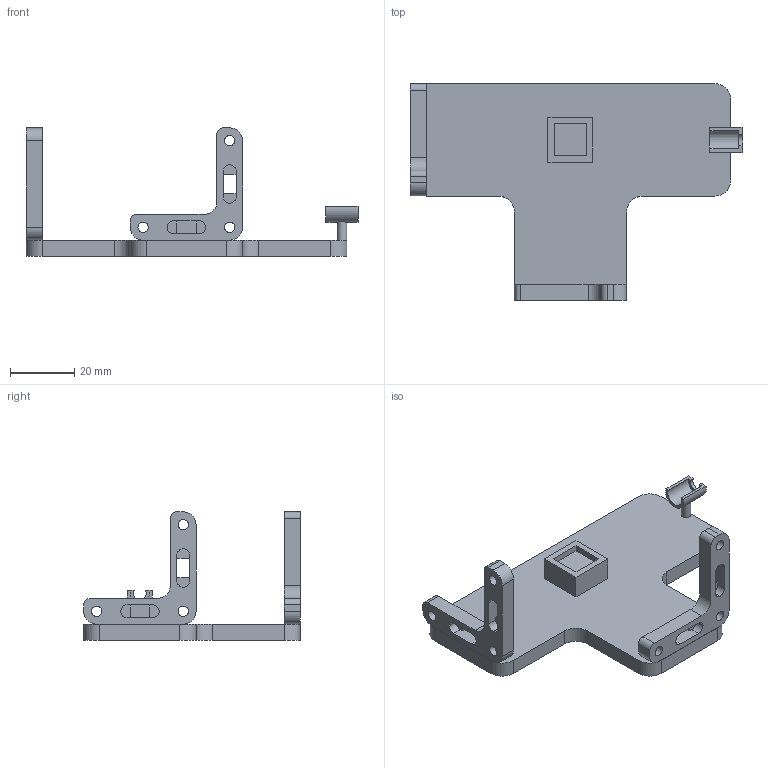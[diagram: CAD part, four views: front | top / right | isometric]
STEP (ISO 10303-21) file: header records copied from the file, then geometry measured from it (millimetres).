
FILE_DESCRIPTION(('Open CASCADE Model'),'2;1');
FILE_NAME('michelson_interferometer_assembly','2025-12-04T19:21:29',( 'Author'),('Open CASCADE'),'Open CASCADE STEP processor 7.8', 'build123d','Unknown');
FILE_SCHEMA(('AUTOMOTIVE_DESIGN { 1 0 10303 214 1 1 1 1 }'));
Length unit declared in the file: millimetre
Products named in the file (9): michelson_interferometer_assembly; ASSEMBLY; SOLID
Assembly tree (9 placements, depth 3):
  michelson_interferometer_assembly
    ASSEMBLY
      SOLID
    ASSEMBLY  x2
      SOLID
    ASSEMBLY
      SOLID
    ASSEMBLY
      SOLID
Bounding box: 103.5 x 67.5 x 40 mm (x, y, z)
Volume: 28212.7 mm3; surface area: 15982.4 mm2
Topology: 5 solids, 5 shells, 163 faces, 435 edges, 290 vertices
Faces by surface type: plane 117, cylinder 46
Full cylindrical faces by diameter (mm): 3 x1, 3.2 x6
Entity records: 7172 total; most frequent: CARTESIAN_POINT 1734, DIRECTION 994, LINE 633, VECTOR 633, ORIENTED_EDGE 528, PCURVE 528, DEFINITIONAL_REPRESENTATION 528, EDGE_CURVE 264
